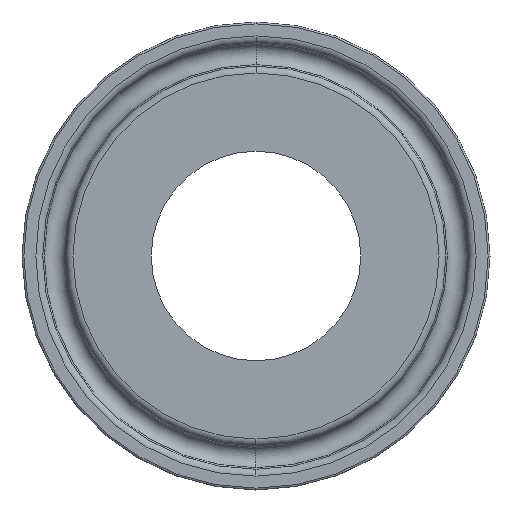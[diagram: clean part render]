
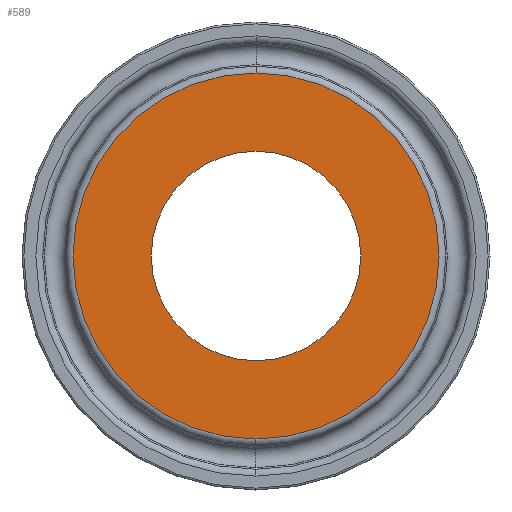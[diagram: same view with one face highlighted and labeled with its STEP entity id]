
A CAD part, left-side view. The second image highlights one B-rep face of the part: STEP entity #589.
In plain terms, the highlighted planar face has unit normal (-1, 0, 0).
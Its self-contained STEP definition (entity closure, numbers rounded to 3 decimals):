
#5 = AXIS2_PLACEMENT_3D ( 'NONE', #232, #60, #706 ) ;
#17 = CARTESIAN_POINT ( 'NONE',  ( 0., 19.747, 0. ) ) ;
#58 = DIRECTION ( 'NONE',  ( -1., 0., 0. ) ) ;
#60 = DIRECTION ( 'NONE',  ( -1., 0., 0. ) ) ;
#109 = AXIS2_PLACEMENT_3D ( 'NONE', #17, #655, #365 ) ;
#122 = CIRCLE ( 'NONE', #735, 19.747 ) ;
#123 = CARTESIAN_POINT ( 'NONE',  ( 0., 0., 11.3 ) ) ;
#126 = PLANE ( 'NONE',  #109 ) ;
#127 = VERTEX_POINT ( 'NONE', #651 ) ;
#146 = ORIENTED_EDGE ( 'NONE', *, *, #620, .F. ) ;
#173 = VERTEX_POINT ( 'NONE', #236 ) ;
#187 = EDGE_CURVE ( 'NONE', #127, #689, #340, .T. ) ;
#209 = CIRCLE ( 'NONE', #511, 11.3 ) ;
#232 = CARTESIAN_POINT ( 'NONE',  ( 0., 0., 0. ) ) ;
#236 = CARTESIAN_POINT ( 'NONE',  ( 0., 0., -19.747 ) ) ;
#240 = CARTESIAN_POINT ( 'NONE',  ( 0., 0., 0. ) ) ;
#244 = DIRECTION ( 'NONE',  ( -1., 0., 0. ) ) ;
#254 = FACE_BOUND ( 'NONE', #317, .T. ) ;
#302 = FACE_OUTER_BOUND ( 'NONE', #389, .T. ) ;
#317 = EDGE_LOOP ( 'NONE', ( #146, #496 ) ) ;
#340 = CIRCLE ( 'NONE', #5, 11.3 ) ;
#359 = CIRCLE ( 'NONE', #630, 19.747 ) ;
#365 = DIRECTION ( 'NONE',  ( 0., 0., -1. ) ) ;
#389 = EDGE_LOOP ( 'NONE', ( #692, #661 ) ) ;
#469 = DIRECTION ( 'NONE',  ( 0., 0., 1. ) ) ;
#477 = CARTESIAN_POINT ( 'NONE',  ( 0., 0., 19.747 ) ) ;
#496 = ORIENTED_EDGE ( 'NONE', *, *, #187, .F. ) ;
#511 = AXIS2_PLACEMENT_3D ( 'NONE', #528, #58, #469 ) ;
#528 = CARTESIAN_POINT ( 'NONE',  ( 0., 0., 0. ) ) ;
#533 = CARTESIAN_POINT ( 'NONE',  ( 0., 0., 0. ) ) ;
#589 = ADVANCED_FACE ( 'NONE', ( #254, #302 ), #126, .F. ) ;
#590 = DIRECTION ( 'NONE',  ( 0., 0., 1. ) ) ;
#591 = EDGE_CURVE ( 'NONE', #173, #717, #359, .T. ) ;
#620 = EDGE_CURVE ( 'NONE', #689, #127, #209, .T. ) ;
#623 = EDGE_CURVE ( 'NONE', #717, #173, #122, .T. ) ;
#630 = AXIS2_PLACEMENT_3D ( 'NONE', #533, #244, #590 ) ;
#637 = DIRECTION ( 'NONE',  ( -1., 0., 0. ) ) ;
#651 = CARTESIAN_POINT ( 'NONE',  ( 0., 0., -11.3 ) ) ;
#655 = DIRECTION ( 'NONE',  ( 1., 0., 0. ) ) ;
#661 = ORIENTED_EDGE ( 'NONE', *, *, #591, .T. ) ;
#689 = VERTEX_POINT ( 'NONE', #123 ) ;
#692 = ORIENTED_EDGE ( 'NONE', *, *, #623, .T. ) ;
#706 = DIRECTION ( 'NONE',  ( 0., 0., 1. ) ) ;
#717 = VERTEX_POINT ( 'NONE', #477 ) ;
#735 = AXIS2_PLACEMENT_3D ( 'NONE', #240, #637, #747 ) ;
#747 = DIRECTION ( 'NONE',  ( 0., 0., 1. ) ) ;
